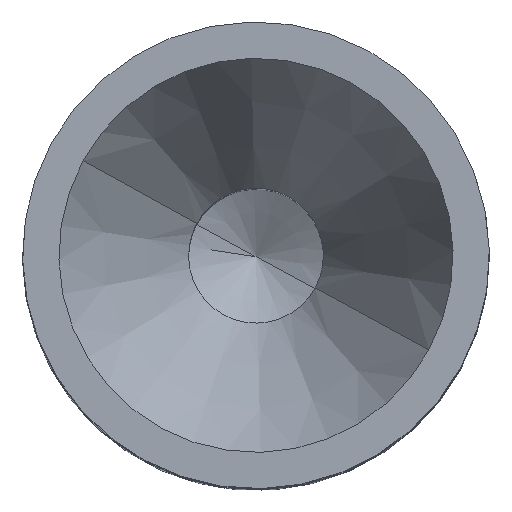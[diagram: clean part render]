
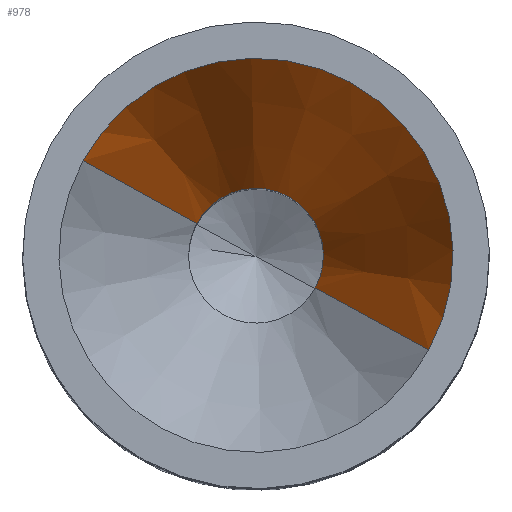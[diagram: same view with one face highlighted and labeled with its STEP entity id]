
A CAD part, top view. The second image highlights one B-rep face of the part: STEP entity #978.
In plain terms, the highlighted conical face has half-angle 30 degrees and reference radius 0.65 mm.
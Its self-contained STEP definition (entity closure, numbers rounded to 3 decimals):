
#516=AXIS2_PLACEMENT_3D('Circle Axis2P3D',#514,#515,$) ;
#965=AXIS2_PLACEMENT_3D('Cone Axis2P3D',#962,#963,#964) ;
#969=AXIS2_PLACEMENT_3D('Circle Axis2P3D',#967,#968,$) ;
#459=CARTESIAN_POINT('Vertex',(1.68,2.562,20.135)) ;
#466=CARTESIAN_POINT('Vertex',(2.82,1.938,20.135)) ;
#514=CARTESIAN_POINT('Axis2P3D Location',(2.25,2.25,20.135)) ;
#906=CARTESIAN_POINT('Vertex',(3.917,1.339,22.3)) ;
#908=CARTESIAN_POINT('Vertex',(0.583,3.161,22.3)) ;
#911=CARTESIAN_POINT('Line Origine',(219398.176,-119854.29,433032.274)) ;
#916=CARTESIAN_POINT('Line Origine',(-219393.676,119858.79,433032.274)) ;
#962=CARTESIAN_POINT('Axis2P3D Location',(2.25,2.25,20.135)) ;
#967=CARTESIAN_POINT('Axis2P3D Location',(2.25,2.25,22.3)) ;
#515=DIRECTION('Axis2P3D Direction',(0.,0.,-1.)) ;
#912=DIRECTION('Vector Direction',(0.439,-0.24,0.866)) ;
#917=DIRECTION('Vector Direction',(-0.439,0.24,0.866)) ;
#963=DIRECTION('Axis2P3D Direction',(0.,-0.,1.)) ;
#964=DIRECTION('Axis2P3D XDirection',(0.878,-0.479,0.)) ;
#968=DIRECTION('Axis2P3D Direction',(0.,0.,1.)) ;
#913=VECTOR('Line Direction',#912,1.) ;
#918=VECTOR('Line Direction',#917,1.) ;
#973=ORIENTED_EDGE('',*,*,#971,.F.) ;
#974=ORIENTED_EDGE('',*,*,#920,.T.) ;
#975=ORIENTED_EDGE('',*,*,#518,.T.) ;
#976=ORIENTED_EDGE('',*,*,#915,.F.) ;
#978=ADVANCED_FACE('Hauptkoerper',(#977),#966,.F.) ;
#517=CIRCLE('generated circle',#516,0.65) ;
#970=CIRCLE('generated circle',#969,1.9) ;
#966=CONICAL_SURFACE('Cone',#965,0.65,0.524) ;
#518=EDGE_CURVE('',#460,#467,#517,.T.) ;
#915=EDGE_CURVE('',#907,#467,#914,.F.) ;
#920=EDGE_CURVE('',#909,#460,#919,.F.) ;
#971=EDGE_CURVE('',#909,#907,#970,.F.) ;
#972=EDGE_LOOP('',(#973,#974,#975,#976)) ;
#977=FACE_OUTER_BOUND('',#972,.T.) ;
#914=LINE('Line',#911,#913) ;
#919=LINE('Line',#916,#918) ;
#460=VERTEX_POINT('',#459) ;
#467=VERTEX_POINT('',#466) ;
#907=VERTEX_POINT('',#906) ;
#909=VERTEX_POINT('',#908) ;
